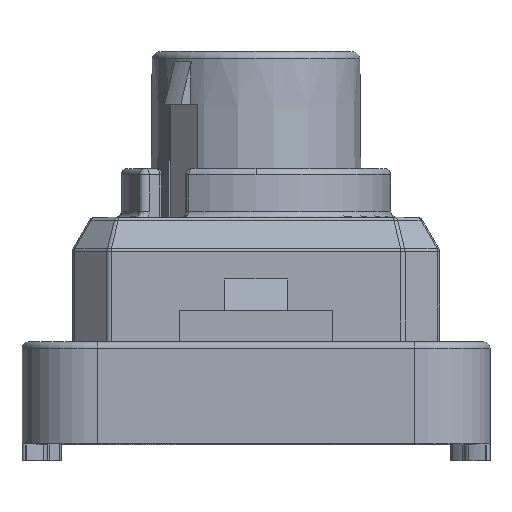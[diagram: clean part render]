
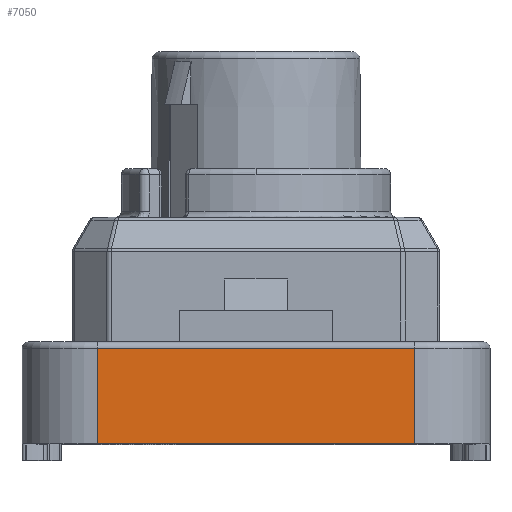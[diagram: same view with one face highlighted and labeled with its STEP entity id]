
A CAD part, top view. The second image highlights one B-rep face of the part: STEP entity #7050.
In plain terms, the highlighted planar face has unit normal (0, 0, 1).
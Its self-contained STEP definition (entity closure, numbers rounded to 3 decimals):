
#1020 = VERTEX_POINT ( 'NONE', #10131 ) ;
#1031 = DIRECTION ( 'NONE',  ( 0., -1., 0. ) ) ;
#1052 = CARTESIAN_POINT ( 'NONE',  ( 0., -5.25, 9.075 ) ) ;
#1939 = EDGE_CURVE ( 'NONE', #9640, #14105, #4975, .T. ) ;
#2667 = DIRECTION ( 'NONE',  ( 0., 0., -1. ) ) ;
#3611 = AXIS2_PLACEMENT_3D ( 'NONE', #12363, #2667, #14710 ) ;
#4133 = EDGE_LOOP ( 'NONE', ( #7125, #15704, #6814, #11624 ) ) ;
#4975 = LINE ( 'NONE', #9172, #15317 ) ;
#6536 = FACE_OUTER_BOUND ( 'NONE', #4133, .T. ) ;
#6589 = CARTESIAN_POINT ( 'NONE',  ( 6.3, -5.25, 9.075 ) ) ;
#6814 = ORIENTED_EDGE ( 'NONE', *, *, #8644, .T. ) ;
#7050 = ADVANCED_FACE ( 'NONE', ( #6536 ), #7883, .F. ) ;
#7125 = ORIENTED_EDGE ( 'NONE', *, *, #1939, .T. ) ;
#7883 = PLANE ( 'NONE',  #3611 ) ;
#7915 = CARTESIAN_POINT ( 'NONE',  ( 6.3, -9.05, 9.075 ) ) ;
#8644 = EDGE_CURVE ( 'NONE', #1020, #14673, #13349, .T. ) ;
#9172 = CARTESIAN_POINT ( 'NONE',  ( 6.3, -9.1, 9.075 ) ) ;
#9640 = VERTEX_POINT ( 'NONE', #7915 ) ;
#10131 = CARTESIAN_POINT ( 'NONE',  ( -6.3, -5.25, 9.075 ) ) ;
#10946 = LINE ( 'NONE', #14009, #17214 ) ;
#11624 = ORIENTED_EDGE ( 'NONE', *, *, #16078, .F. ) ;
#12024 = DIRECTION ( 'NONE',  ( -1., 0., 0. ) ) ;
#12086 = CARTESIAN_POINT ( 'NONE',  ( -6.3, -9.1, 9.075 ) ) ;
#12363 = CARTESIAN_POINT ( 'NONE',  ( 0., -9.1, 9.075 ) ) ;
#13335 = VECTOR ( 'NONE', #1031, 1000. ) ;
#13349 = LINE ( 'NONE', #12086, #13335 ) ;
#14009 = CARTESIAN_POINT ( 'NONE',  ( 0., -9.05, 9.075 ) ) ;
#14105 = VERTEX_POINT ( 'NONE', #6589 ) ;
#14109 = CARTESIAN_POINT ( 'NONE',  ( -6.3, -9.05, 9.075 ) ) ;
#14673 = VERTEX_POINT ( 'NONE', #14109 ) ;
#14710 = DIRECTION ( 'NONE',  ( -1., 0., 0. ) ) ;
#14716 = LINE ( 'NONE', #1052, #15778 ) ;
#15317 = VECTOR ( 'NONE', #17181, 1000. ) ;
#15704 = ORIENTED_EDGE ( 'NONE', *, *, #16434, .T. ) ;
#15778 = VECTOR ( 'NONE', #12024, 1000. ) ;
#16078 = EDGE_CURVE ( 'NONE', #9640, #14673, #10946, .T. ) ;
#16434 = EDGE_CURVE ( 'NONE', #14105, #1020, #14716, .T. ) ;
#16522 = DIRECTION ( 'NONE',  ( -1., 0., 0. ) ) ;
#17181 = DIRECTION ( 'NONE',  ( 0., 1., 0. ) ) ;
#17214 = VECTOR ( 'NONE', #16522, 1000. ) ;
